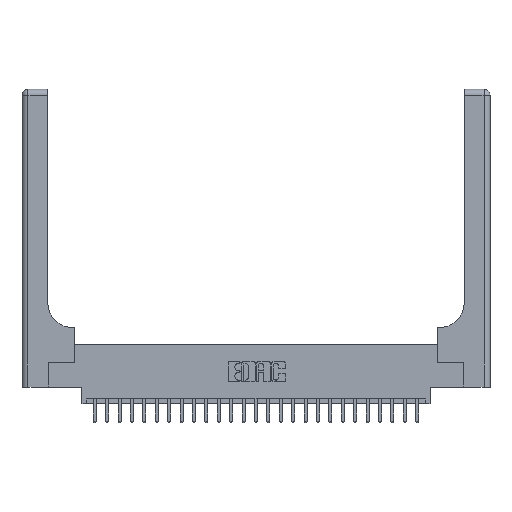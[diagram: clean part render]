
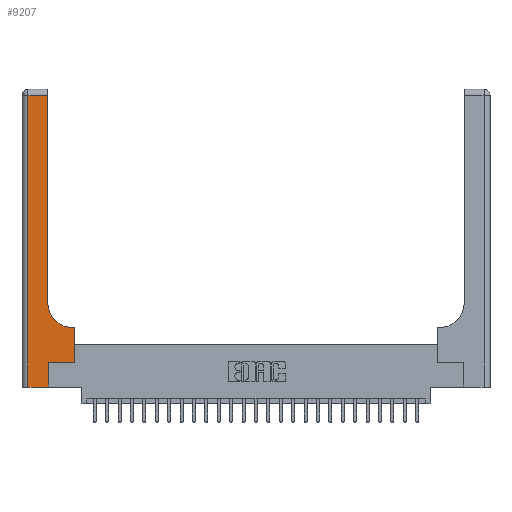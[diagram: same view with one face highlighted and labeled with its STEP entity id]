
A CAD part, top view. The second image highlights one B-rep face of the part: STEP entity #9207.
In plain terms, the highlighted planar face has unit normal (0, 0, 1).
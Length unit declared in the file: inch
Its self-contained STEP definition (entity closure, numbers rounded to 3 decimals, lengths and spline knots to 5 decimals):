
#238 = ORIENTED_EDGE ( 'NONE', *, *, #10115, .T. ) ;
#691 = DIRECTION ( 'NONE',  ( 1., 0., 0. ) ) ;
#732 = CARTESIAN_POINT ( 'NONE',  ( 0.26, 0.85, 0.37 ) ) ;
#738 = VECTOR ( 'NONE', #19827, 39.37008 ) ;
#752 = VECTOR ( 'NONE', #18698, 39.37008 ) ;
#1041 = CIRCLE ( 'NONE', #10133, 0.25 ) ;
#1106 = VERTEX_POINT ( 'NONE', #15841 ) ;
#1219 = LINE ( 'NONE', #9106, #752 ) ;
#1800 = VECTOR ( 'NONE', #691, 39.37008 ) ;
#2762 = LINE ( 'NONE', #20475, #1800 ) ;
#3121 = DIRECTION ( 'NONE',  ( -1., 0., 0. ) ) ;
#3504 = CARTESIAN_POINT ( 'NONE',  ( 0., 3., 0.37 ) ) ;
#3600 = LINE ( 'NONE', #15231, #22367 ) ;
#4090 = VERTEX_POINT ( 'NONE', #11045 ) ;
#4340 = EDGE_CURVE ( 'NONE', #14910, #22566, #11679, .T. ) ;
#4589 = VERTEX_POINT ( 'NONE', #11134 ) ;
#4795 = LINE ( 'NONE', #16680, #5327 ) ;
#4930 = DIRECTION ( 'NONE',  ( 0., 0., -1. ) ) ;
#5327 = VECTOR ( 'NONE', #24180, 39.37008 ) ;
#5485 = DIRECTION ( 'NONE',  ( -1., 0., 0. ) ) ;
#6148 = EDGE_CURVE ( 'NONE', #22566, #4090, #4795, .T. ) ;
#6165 = ORIENTED_EDGE ( 'NONE', *, *, #4340, .T. ) ;
#6665 = EDGE_CURVE ( 'NONE', #21070, #14910, #14726, .T. ) ;
#6928 = VECTOR ( 'NONE', #20986, 39.37008 ) ;
#7341 = DIRECTION ( 'NONE',  ( 0., 1., 0. ) ) ;
#8032 = CARTESIAN_POINT ( 'NONE',  ( 0.528, 0.25, 0.37 ) ) ;
#9106 = CARTESIAN_POINT ( 'NONE',  ( 0.265, 0., 0.37 ) ) ;
#9207 = ADVANCED_FACE ( 'NONE', ( #9319 ), #13059, .F. ) ;
#9319 = FACE_OUTER_BOUND ( 'NONE', #24064, .T. ) ;
#10115 = EDGE_CURVE ( 'NONE', #1106, #21710, #19573, .T. ) ;
#10133 = AXIS2_PLACEMENT_3D ( 'NONE', #18518, #4930, #10754 ) ;
#10200 = VERTEX_POINT ( 'NONE', #11800 ) ;
#10350 = ORIENTED_EDGE ( 'NONE', *, *, #6665, .T. ) ;
#10754 = DIRECTION ( 'NONE',  ( 1., 0., 0. ) ) ;
#10764 = VECTOR ( 'NONE', #5485, 39.37008 ) ;
#10809 = CARTESIAN_POINT ( 'NONE',  ( 0.26, 2.94, 0.37 ) ) ;
#10999 = EDGE_CURVE ( 'NONE', #4090, #10200, #3600, .T. ) ;
#11045 = CARTESIAN_POINT ( 'NONE',  ( 0.06, 0., 0.37 ) ) ;
#11134 = CARTESIAN_POINT ( 'NONE',  ( 0.265, 0.25, 0.37 ) ) ;
#11513 = CARTESIAN_POINT ( 'NONE',  ( 0.06, 2.94, 0.37 ) ) ;
#11679 = LINE ( 'NONE', #11801, #738 ) ;
#11800 = CARTESIAN_POINT ( 'NONE',  ( 0.265, 0., 0.37 ) ) ;
#11801 = CARTESIAN_POINT ( 'NONE',  ( 0., 2.94, 0.37 ) ) ;
#12434 = VERTEX_POINT ( 'NONE', #8032 ) ;
#12495 = ORIENTED_EDGE ( 'NONE', *, *, #18958, .T. ) ;
#12975 = CARTESIAN_POINT ( 'NONE',  ( 0.528, 0.25, 0.37 ) ) ;
#13059 = PLANE ( 'NONE',  #17753 ) ;
#13190 = DIRECTION ( 'NONE',  ( 0., 0., -1. ) ) ;
#13962 = ORIENTED_EDGE ( 'NONE', *, *, #10999, .T. ) ;
#14726 = LINE ( 'NONE', #24660, #18088 ) ;
#14910 = VERTEX_POINT ( 'NONE', #10809 ) ;
#15231 = CARTESIAN_POINT ( 'NONE',  ( 0., 0., 0.37 ) ) ;
#15256 = EDGE_CURVE ( 'NONE', #4589, #12434, #2762, .T. ) ;
#15841 = CARTESIAN_POINT ( 'NONE',  ( 0.528, 0.6, 0.37 ) ) ;
#16615 = LINE ( 'NONE', #12975, #6928 ) ;
#16680 = CARTESIAN_POINT ( 'NONE',  ( 0.06, 3., 0.37 ) ) ;
#16990 = ORIENTED_EDGE ( 'NONE', *, *, #23618, .T. ) ;
#17753 = AXIS2_PLACEMENT_3D ( 'NONE', #3504, #13190, #3121 ) ;
#18088 = VECTOR ( 'NONE', #7341, 39.37008 ) ;
#18518 = CARTESIAN_POINT ( 'NONE',  ( 0.51, 0.85, 0.37 ) ) ;
#18698 = DIRECTION ( 'NONE',  ( 0., 1., 0. ) ) ;
#18895 = ORIENTED_EDGE ( 'NONE', *, *, #24840, .T. ) ;
#18958 = EDGE_CURVE ( 'NONE', #21710, #21070, #1041, .T. ) ;
#19573 = LINE ( 'NONE', #23188, #10764 ) ;
#19827 = DIRECTION ( 'NONE',  ( -1., 0., 0. ) ) ;
#20475 = CARTESIAN_POINT ( 'NONE',  ( 0.265, 0.25, 0.37 ) ) ;
#20986 = DIRECTION ( 'NONE',  ( 0., 1., 0. ) ) ;
#21070 = VERTEX_POINT ( 'NONE', #732 ) ;
#21178 = DIRECTION ( 'NONE',  ( 1., 0., 0. ) ) ;
#21709 = CARTESIAN_POINT ( 'NONE',  ( 0.51, 0.6, 0.37 ) ) ;
#21710 = VERTEX_POINT ( 'NONE', #21709 ) ;
#21963 = ORIENTED_EDGE ( 'NONE', *, *, #6148, .T. ) ;
#22367 = VECTOR ( 'NONE', #21178, 39.37008 ) ;
#22566 = VERTEX_POINT ( 'NONE', #11513 ) ;
#23188 = CARTESIAN_POINT ( 'NONE',  ( 0.26, 0.6, 0.37 ) ) ;
#23618 = EDGE_CURVE ( 'NONE', #12434, #1106, #16615, .T. ) ;
#24064 = EDGE_LOOP ( 'NONE', ( #10350, #6165, #21963, #13962, #18895, #24997, #16990, #238, #12495 ) ) ;
#24180 = DIRECTION ( 'NONE',  ( 0., -1., 0. ) ) ;
#24660 = CARTESIAN_POINT ( 'NONE',  ( 0.26, 3., 0.37 ) ) ;
#24840 = EDGE_CURVE ( 'NONE', #10200, #4589, #1219, .T. ) ;
#24997 = ORIENTED_EDGE ( 'NONE', *, *, #15256, .T. ) ;
